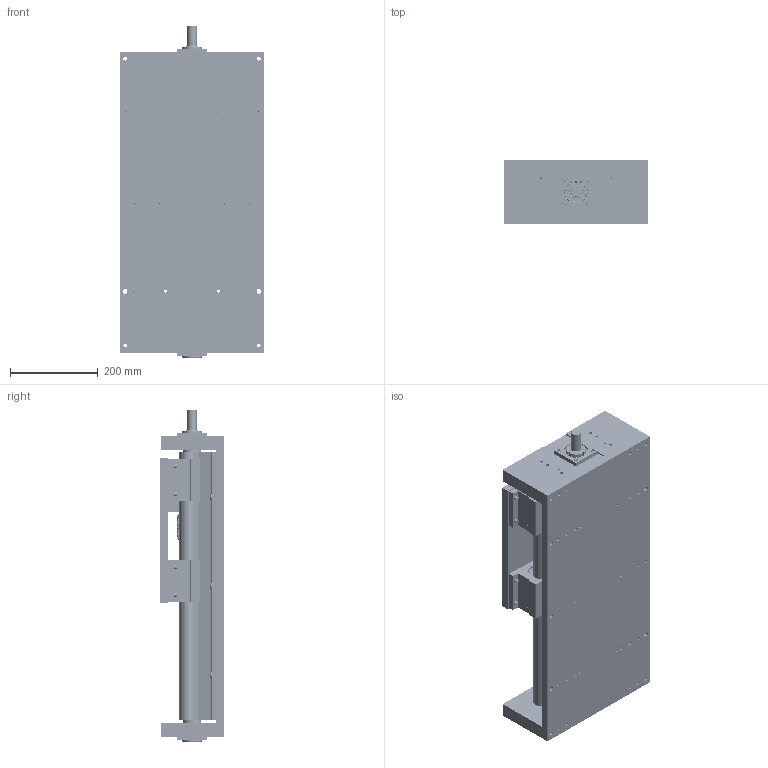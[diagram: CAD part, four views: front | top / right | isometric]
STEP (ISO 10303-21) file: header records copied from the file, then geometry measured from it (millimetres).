
FILE_DESCRIPTION (( 'STEP AP214' ), '1' );
FILE_NAME ('LinearSlide2_234B21ECF2.step', '2022-01-17T04:43:09', ( 'localadmin' ), ( 'BOXX Technologies, Inc.' ), 'SwSTEP 2.0', 'SolidWorks 2019', '' );
FILE_SCHEMA (( 'AUTOMOTIVE_DESIGN' ));
Length unit declared in the file: inch
Products named in the file (5): xJKB1AoZgj_CADModel_1; xJKB1AoZgj_CADModel_0; LinearSlide2_234B21ECF2
Assembly tree (2 placements, depth 2):
  xJKB1AoZgj_CADModel_1
  xJKB1AoZgj_CADModel_0
  LinearSlide2_234B21ECF2
    xJKB1AoZgj_CADModel_1
    xJKB1AoZgj_CADModel_0
Bounding box: 330.2 x 146.05 x 756.77 mm (x, y, z)
Volume: 15064443.9 mm3; surface area: 2274574.3 mm2
Topology: 121 solids, 125 shells, 3821 faces, 9750 edges, 6056 vertices
Faces by surface type: plane 1366, cylinder 1180, cone 823, torus 316, sphere 120, bspline 16
Entity records: 171768 total; most frequent: CARTESIAN_POINT 29389, DIRECTION 19450, ORIENTED_EDGE 18748, EDGE_CURVE 9374, AXIS2_PLACEMENT_3D 7711, VERTEX_POINT 5868, EDGE_LOOP 4316, LINE 4028
